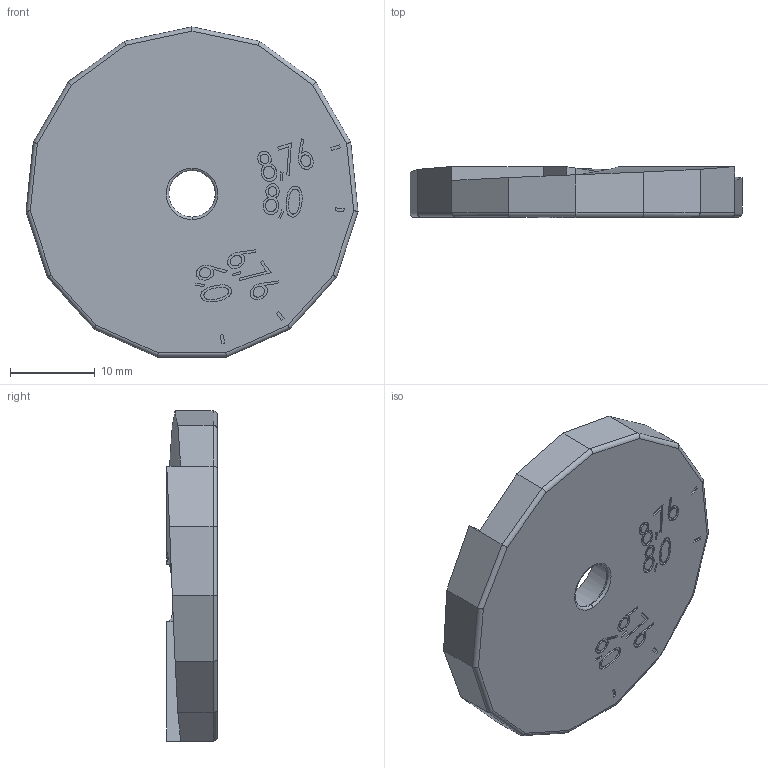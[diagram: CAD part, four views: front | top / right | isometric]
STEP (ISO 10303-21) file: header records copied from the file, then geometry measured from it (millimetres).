
FILE_DESCRIPTION (( 'STEP AP203' ), '1' );
FILE_NAME ('A19_25-F06_F09.STEP', '2019-08-15T07:18:59', ( '' ), ( '' ), 'SwSTEP 2.0', 'SolidWorks 2019', '' );
FILE_SCHEMA (( 'CONFIG_CONTROL_DESIGN' ));
Length unit declared in the file: millimetre
Products named in the file (1): A19_25-F06_F09
Bounding box: 39.28 x 5.98 x 39.07 mm (x, y, z)
Volume: 5732.2 mm3; surface area: 3186.6 mm2
Topology: 1 solids, 1 shells, 217 faces, 540 edges, 352 vertices
Faces by surface type: plane 103, bspline 91, cylinder 17, torus 4, cone 2
Entity records: 11482 total; most frequent: CARTESIAN_POINT 6935, ORIENTED_EDGE 1080, DIRECTION 595, EDGE_CURVE 540, VERTEX_POINT 352, LINE 317, VECTOR 317, EDGE_LOOP 246
